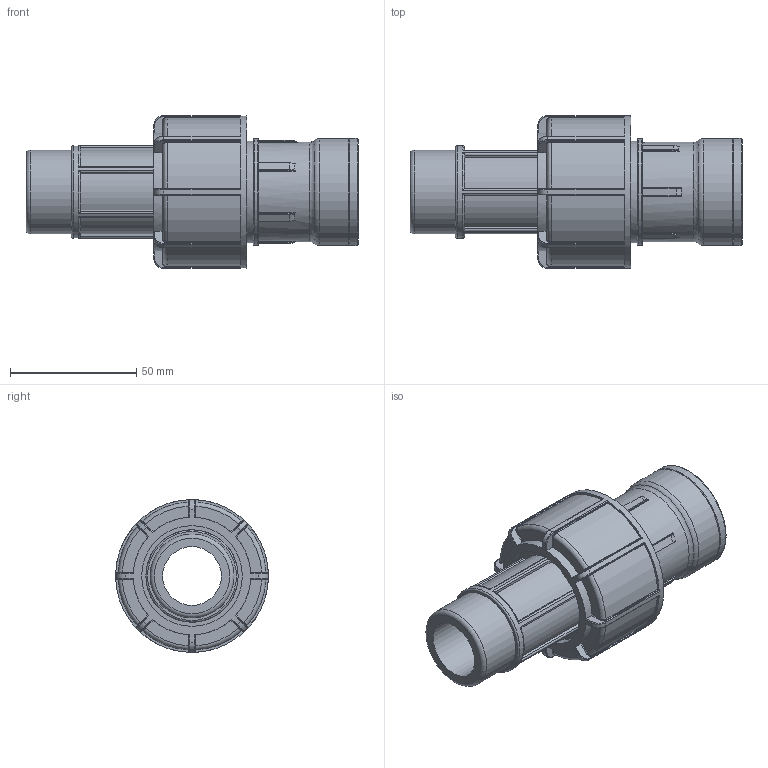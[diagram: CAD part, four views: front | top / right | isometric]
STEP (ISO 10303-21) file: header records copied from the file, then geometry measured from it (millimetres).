
FILE_DESCRIPTION(/* description */ ('PLASSON L.14 UNION ADAPTOR MALE/FEMALE (SILVER) 1"-1"'),/* implementation_level */ '2;1');
FILE_NAME(/* name */ '1403R0010010.ipt.stp',/* time_stamp */ '2018-04-09T13:03:21+03:00',/* author */ ('KIM'),/* organization */ (''),/* preprocessor_version */ 'ST-DEVELOPER v15.6',/* originating_system */ 'Autodesk Inventor 2015',/* authorisation */ '');
FILE_SCHEMA (('AUTOMOTIVE_DESIGN { 1 0 10303 214 3 1 1 }'));
Length unit declared in the file: millimetre
Products named in the file (1): 1403R0010010
Bounding box: 131.5 x 60.5 x 60.5 mm (x, y, z)
Volume: 137764.8 mm3; surface area: 35201.2 mm2
Topology: 1 solids, 1 shells, 267 faces, 713 edges, 455 vertices
Faces by surface type: cylinder 126, plane 77, bspline 33, torus 29, cone 2
Full cylindrical faces by diameter (mm): 23.274 x1, 30.291 x1, 33.249 x1, 36.574 x1, 39.378 x1, 39.899 x1, 40.287 x1, 42.407 x3, 60.5 x1
Entity records: 9531 total; most frequent: CARTESIAN_POINT 3141, ORIENTED_EDGE 1376, DIRECTION 1263, EDGE_CURVE 688, AXIS2_PLACEMENT_3D 492, VERTEX_POINT 450, EDGE_LOOP 296, LINE 279
